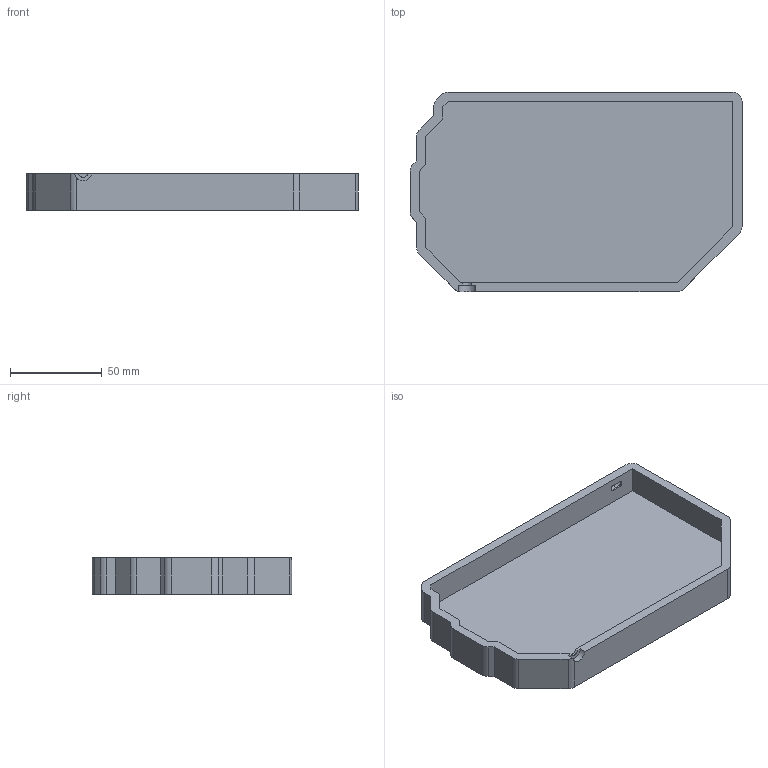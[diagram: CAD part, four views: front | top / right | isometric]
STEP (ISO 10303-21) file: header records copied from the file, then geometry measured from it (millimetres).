
FILE_DESCRIPTION(/* description */ (''),/* implementation_level */ '2;1');
FILE_NAME(/* name */ 'Right Base.step',/* time_stamp */ '2025-09-20T17:30:26+05:30',/* author */ (''),/* organization */ (''),/* preprocessor_version */ 'ST-DEVELOPER v20.1',/* originating_system */ 'Autodesk Translation Framework v14.17.0.0',/* authorisation */ '');
FILE_SCHEMA (('AUTOMOTIVE_DESIGN { 1 0 10303 214 3 1 1 }'));
Length unit declared in the file: millimetre
Products named in the file (1): Right Base
Bounding box: 180.91 x 108.77 x 19.7 mm (x, y, z)
Volume: 129438.1 mm3; surface area: 54702.8 mm2
Topology: 1 solids, 1 shells, 51 faces, 144 edges, 96 vertices
Faces by surface type: plane 35, cylinder 16
Entity records: 1697 total; most frequent: CARTESIAN_POINT 297, ORIENTED_EDGE 288, DIRECTION 279, EDGE_CURVE 144, LINE 111, VECTOR 111, VERTEX_POINT 96, AXIS2_PLACEMENT_3D 84
